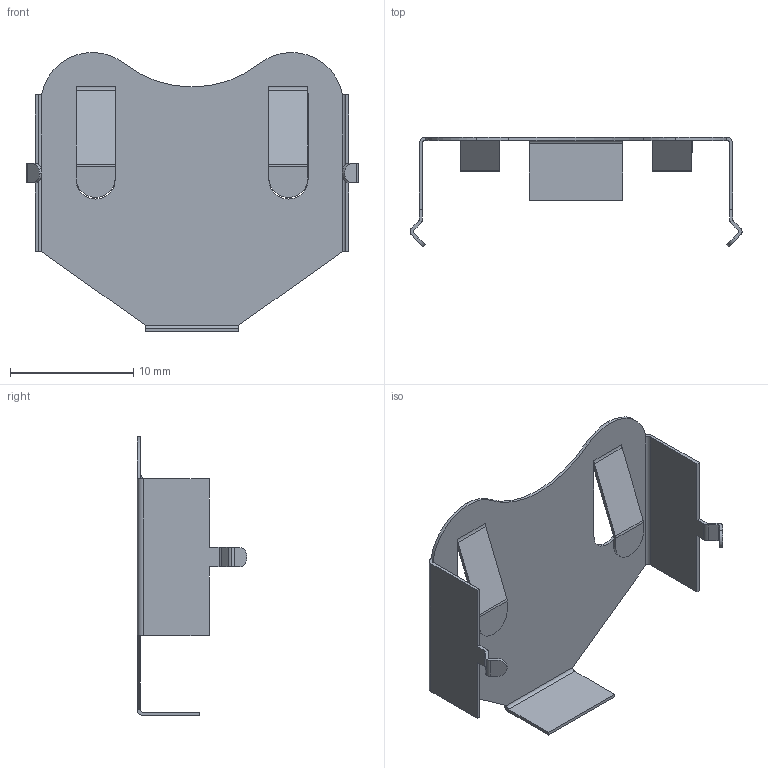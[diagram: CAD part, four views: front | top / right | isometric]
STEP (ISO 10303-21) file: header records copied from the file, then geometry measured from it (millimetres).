
FILE_DESCRIPTION (( 'STEP AP214' ), '1' );
FILE_NAME ('3009.STEP', '2023-03-01T08:56:18', ( '' ), ( '' ), 'SwSTEP 2.0', 'SolidWorks 2017', '' );
FILE_SCHEMA (( 'AUTOMOTIVE_DESIGN' ));
Length unit declared in the file: millimetre
Products named in the file (2): 3009_3009; 3009
Assembly tree (1 placements, depth 2):
  3009
    3009_3009
Bounding box: 26.9 x 8.89 x 22.61 mm (x, y, z)
Volume: 167.3 mm3; surface area: 1372.3 mm2
Topology: 1 solids, 1 shells, 100 faces, 275 edges, 178 vertices
Faces by surface type: plane 62, cylinder 38
Entity records: 3241 total; most frequent: DIRECTION 559, CARTESIAN_POINT 557, ORIENTED_EDGE 550, EDGE_CURVE 275, LINE 199, VECTOR 199, AXIS2_PLACEMENT_3D 180, VERTEX_POINT 178
